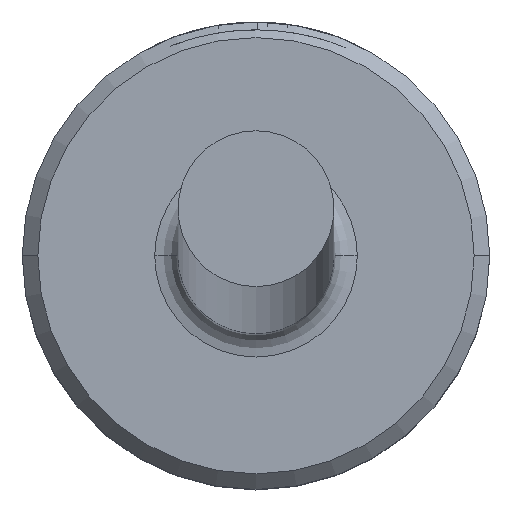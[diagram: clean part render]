
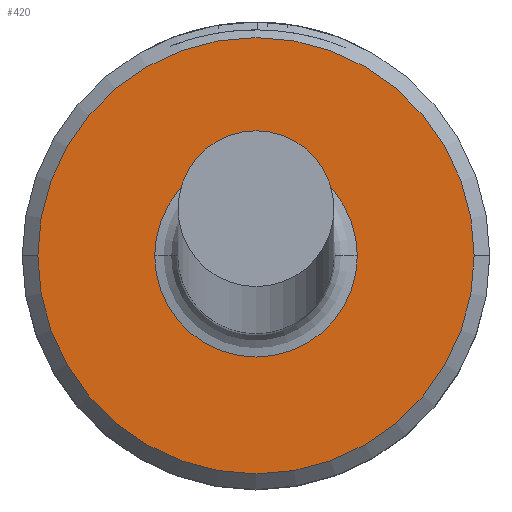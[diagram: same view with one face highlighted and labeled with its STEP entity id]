
A CAD part, top view. The second image highlights one B-rep face of the part: STEP entity #420.
In plain terms, the highlighted planar face has unit normal (0, 0, 1).
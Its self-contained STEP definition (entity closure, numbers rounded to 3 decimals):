
#28 = DIRECTION ( 'NONE',  ( 1., 0., 0. ) ) ;
#48 = FACE_BOUND ( 'NONE', #753, .T. ) ;
#64 = DIRECTION ( 'NONE',  ( 0., 0., 1. ) ) ;
#72 = DIRECTION ( 'NONE',  ( -1., 0., 0. ) ) ;
#101 = EDGE_CURVE ( 'NONE', #298, #406, #297, .T. ) ;
#116 = DIRECTION ( 'NONE',  ( 0., 0., 1. ) ) ;
#123 = CARTESIAN_POINT ( 'NONE',  ( 0., 0., 4. ) ) ;
#138 = VERTEX_POINT ( 'NONE', #381 ) ;
#233 = CIRCLE ( 'NONE', #1035, 2.8 ) ;
#241 = CARTESIAN_POINT ( 'NONE',  ( 0., 0., 4. ) ) ;
#297 = CIRCLE ( 'NONE', #597, 2.8 ) ;
#298 = VERTEX_POINT ( 'NONE', #644 ) ;
#312 = ORIENTED_EDGE ( 'NONE', *, *, #1109, .T. ) ;
#327 = DIRECTION ( 'NONE',  ( -1., 0., 0. ) ) ;
#338 = ORIENTED_EDGE ( 'NONE', *, *, #893, .T. ) ;
#381 = CARTESIAN_POINT ( 'NONE',  ( -1.3, 0., 4. ) ) ;
#402 = PLANE ( 'NONE',  #433 ) ;
#405 = CARTESIAN_POINT ( 'NONE',  ( -2.8, 0., 4. ) ) ;
#406 = VERTEX_POINT ( 'NONE', #405 ) ;
#420 = ADVANCED_FACE ( 'NONE', ( #987, #48 ), #402, .T. ) ;
#433 = AXIS2_PLACEMENT_3D ( 'NONE', #123, #116, #28 ) ;
#596 = ORIENTED_EDGE ( 'NONE', *, *, #779, .T. ) ;
#597 = AXIS2_PLACEMENT_3D ( 'NONE', #778, #789, #793 ) ;
#628 = CARTESIAN_POINT ( 'NONE',  ( 0., 0., 4. ) ) ;
#632 = DIRECTION ( 'NONE',  ( 0., 0., -1. ) ) ;
#644 = CARTESIAN_POINT ( 'NONE',  ( 2.8, 0., 4. ) ) ;
#654 = VERTEX_POINT ( 'NONE', #1014 ) ;
#665 = ORIENTED_EDGE ( 'NONE', *, *, #101, .T. ) ;
#671 = CIRCLE ( 'NONE', #790, 1.3 ) ;
#707 = DIRECTION ( 'NONE',  ( 1., 0., 0. ) ) ;
#753 = EDGE_LOOP ( 'NONE', ( #312, #596 ) ) ;
#778 = CARTESIAN_POINT ( 'NONE',  ( 0., 0., 4. ) ) ;
#779 = EDGE_CURVE ( 'NONE', #654, #138, #918, .T. ) ;
#789 = DIRECTION ( 'NONE',  ( 0., 0., 1. ) ) ;
#790 = AXIS2_PLACEMENT_3D ( 'NONE', #1135, #632, #72 ) ;
#793 = DIRECTION ( 'NONE',  ( 1., 0., 0. ) ) ;
#826 = AXIS2_PLACEMENT_3D ( 'NONE', #241, #865, #327 ) ;
#849 = EDGE_LOOP ( 'NONE', ( #338, #665 ) ) ;
#865 = DIRECTION ( 'NONE',  ( 0., 0., -1. ) ) ;
#893 = EDGE_CURVE ( 'NONE', #406, #298, #233, .T. ) ;
#918 = CIRCLE ( 'NONE', #826, 1.3 ) ;
#987 = FACE_OUTER_BOUND ( 'NONE', #849, .T. ) ;
#1014 = CARTESIAN_POINT ( 'NONE',  ( 1.3, 0., 4. ) ) ;
#1035 = AXIS2_PLACEMENT_3D ( 'NONE', #628, #64, #707 ) ;
#1109 = EDGE_CURVE ( 'NONE', #138, #654, #671, .T. ) ;
#1135 = CARTESIAN_POINT ( 'NONE',  ( 0., 0., 4. ) ) ;
